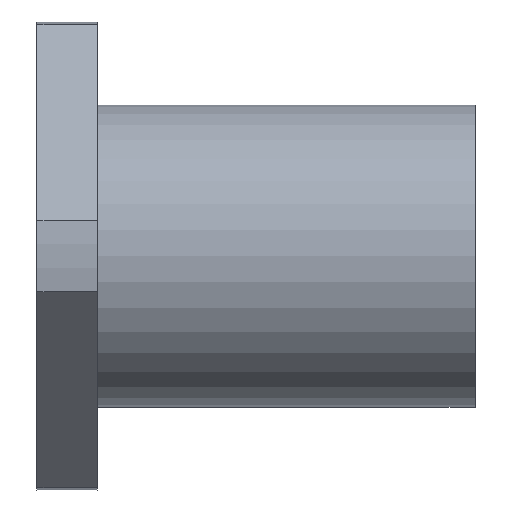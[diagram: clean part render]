
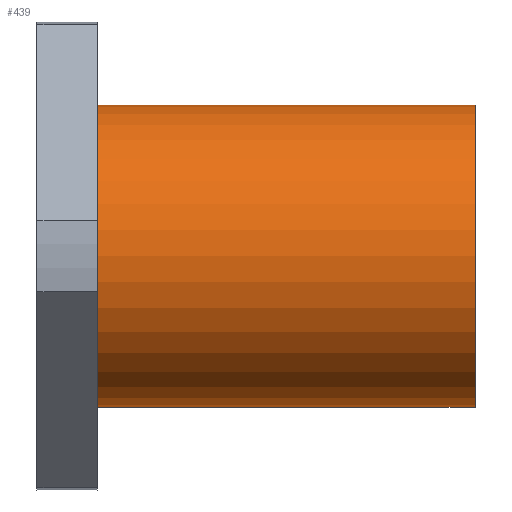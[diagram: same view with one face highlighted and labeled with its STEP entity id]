
A CAD part, front view. The second image highlights one B-rep face of the part: STEP entity #439.
In plain terms, the highlighted cylindrical face has radius 20 mm (diameter 40 mm), a partial arc.
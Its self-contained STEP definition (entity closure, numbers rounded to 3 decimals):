
#3 = FACE_OUTER_BOUND ( 'NONE', #23, .T. ) ;
#23 = EDGE_LOOP ( 'NONE', ( #71, #72, #67, #68 ) ) ;
#67 = ORIENTED_EDGE ( 'NONE', *, *, #1465, .T. ) ;
#68 = ORIENTED_EDGE ( 'NONE', *, *, #1443, .F. ) ;
#71 = ORIENTED_EDGE ( 'NONE', *, *, #1407, .F. ) ;
#72 = ORIENTED_EDGE ( 'NONE', *, *, #1450, .T. ) ;
#399 = CYLINDRICAL_SURFACE ( 'NONE', #1525, 20. ) ;
#439 = ADVANCED_FACE ( 'NONE', ( #3 ), #399, .T. ) ;
#569 = VECTOR ( 'NONE', #1172, 1000. ) ;
#571 = LINE ( 'NONE', #1165, #569 ) ;
#624 = CIRCLE ( 'NONE', #1591, 20. ) ;
#631 = CIRCLE ( 'NONE', #1595, 20. ) ;
#641 = LINE ( 'NONE', #1326, #645 ) ;
#645 = VECTOR ( 'NONE', #1327, 1000. ) ;
#705 = VERTEX_POINT ( 'NONE', #1005 ) ;
#706 = VERTEX_POINT ( 'NONE', #1006 ) ;
#707 = VERTEX_POINT ( 'NONE', #1007 ) ;
#708 = VERTEX_POINT ( 'NONE', #1008 ) ;
#902 = DIRECTION ( 'NONE',  ( 0., 0., 1. ) ) ;
#903 = DIRECTION ( 'NONE',  ( -1., 0., 0. ) ) ;
#904 = CARTESIAN_POINT ( 'NONE',  ( 0., 0., 0. ) ) ;
#1005 = CARTESIAN_POINT ( 'NONE',  ( 58., 0., 20. ) ) ;
#1006 = CARTESIAN_POINT ( 'NONE',  ( 58., 0., -20. ) ) ;
#1007 = CARTESIAN_POINT ( 'NONE',  ( 8., 0., -20. ) ) ;
#1008 = CARTESIAN_POINT ( 'NONE',  ( 8., 0., 20. ) ) ;
#1165 = CARTESIAN_POINT ( 'NONE',  ( 0., 0., -20. ) ) ;
#1172 = DIRECTION ( 'NONE',  ( -1., 0., 0. ) ) ;
#1254 = CARTESIAN_POINT ( 'NONE',  ( 8., 0., 0. ) ) ;
#1263 = DIRECTION ( 'NONE',  ( -1., 0., 0. ) ) ;
#1264 = DIRECTION ( 'NONE',  ( 0., 0., 1. ) ) ;
#1273 = CARTESIAN_POINT ( 'NONE',  ( 58., 0., 0. ) ) ;
#1281 = DIRECTION ( 'NONE',  ( -1., 0., 0. ) ) ;
#1282 = DIRECTION ( 'NONE',  ( 0., 0., 1. ) ) ;
#1326 = CARTESIAN_POINT ( 'NONE',  ( 0., 0., 20. ) ) ;
#1327 = DIRECTION ( 'NONE',  ( -1., 0., 0. ) ) ;
#1407 = EDGE_CURVE ( 'NONE', #706, #707, #571, .T. ) ;
#1443 = EDGE_CURVE ( 'NONE', #707, #708, #624, .T. ) ;
#1450 = EDGE_CURVE ( 'NONE', #706, #705, #631, .T. ) ;
#1465 = EDGE_CURVE ( 'NONE', #705, #708, #641, .T. ) ;
#1525 = AXIS2_PLACEMENT_3D ( 'NONE', #904, #903, #902 ) ;
#1591 = AXIS2_PLACEMENT_3D ( 'NONE', #1254, #1263, #1264 ) ;
#1595 = AXIS2_PLACEMENT_3D ( 'NONE', #1273, #1281, #1282 ) ;
